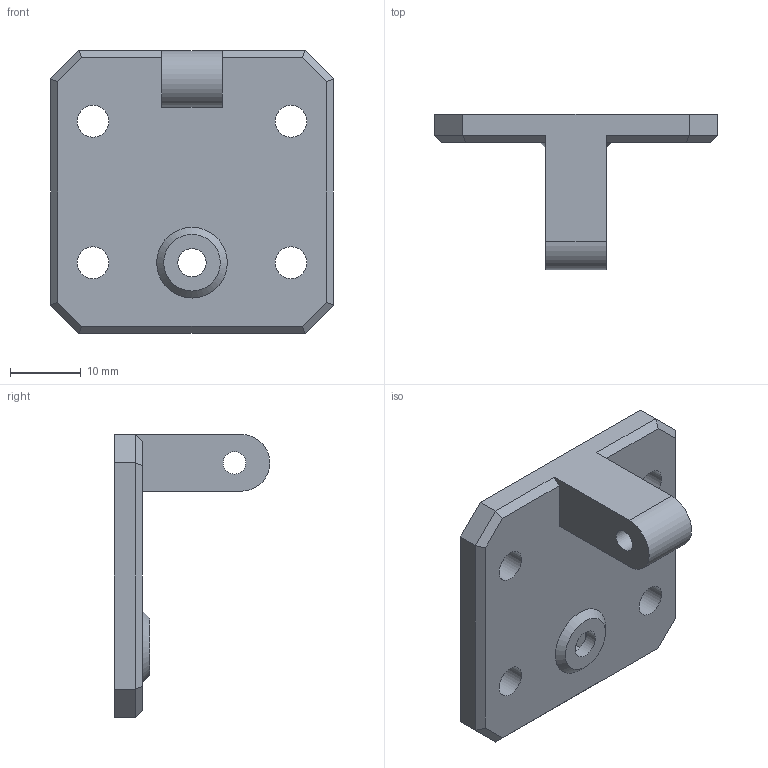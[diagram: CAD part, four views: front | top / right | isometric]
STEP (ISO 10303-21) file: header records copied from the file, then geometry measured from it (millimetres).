
FILE_DESCRIPTION(/* description */ ('STEP AP242','CAx-IF Rec.Pracs.---Representation and Presentation of Product Manufacturing Information (PMI)---4.0---2014-10-13','CAx-IF Rec.Pracs.---3D Tessellated Geometry---0.4---2014-09-14','2;1'),/* implementation_level */ '2;1');
FILE_NAME(/* name */ '6895d7f4210217407d825e1c',/* time_stamp */ '2025-08-08T10:56:53Z',/* author */ (''),/* organization */ (''),/* preprocessor_version */ 'ST-DEVELOPER v20',/* originating_system */ 'ONSHAPE BY PTC INC, 1.202',/* authorisation */ ' ');
FILE_SCHEMA (('AP242_MANAGED_MODEL_BASED_3D_ENGINEERING_MIM_LF { 1 0 10303 442 1 1 4 }'));
Length unit declared in the file: metre
Products named in the file (1): Y Tensioner base
Bounding box: 40 x 22 x 40 mm (x, y, z)
Volume: 6998.1 mm3; surface area: 4446.1 mm2
Topology: 1 solids, 1 shells, 47 faces, 114 edges, 70 vertices
Faces by surface type: plane 39, cylinder 7, cone 1
Full cylindrical faces by diameter (mm): 3.2 x1, 4 x1, 4.5 x4
Entity records: 1343 total; most frequent: CARTESIAN_POINT 223, DIRECTION 219, ORIENTED_EDGE 212, EDGE_CURVE 106, LINE 89, VECTOR 89, VERTEX_POINT 69, EDGE_LOOP 67
